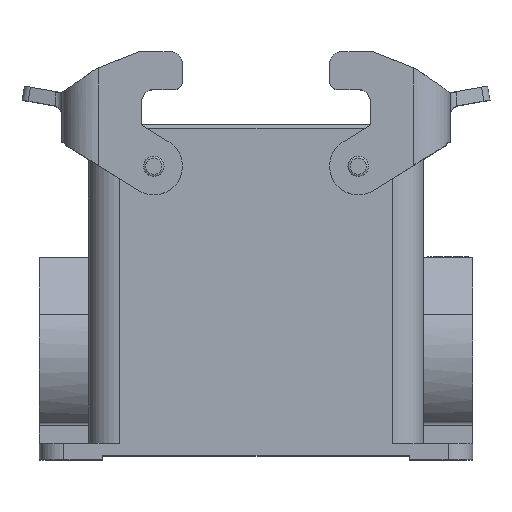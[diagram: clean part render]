
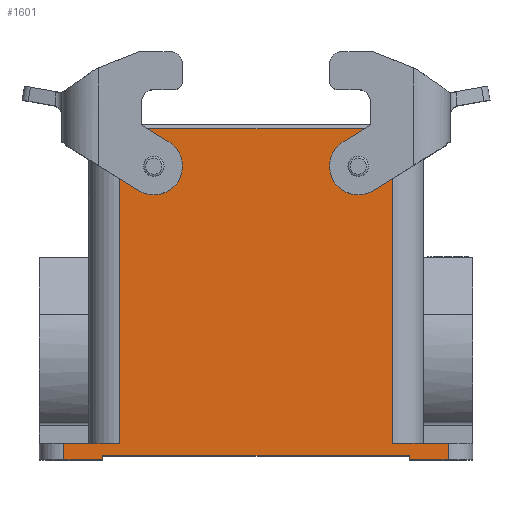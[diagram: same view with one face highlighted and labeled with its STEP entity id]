
A CAD part, top view. The second image highlights one B-rep face of the part: STEP entity #1601.
In plain terms, the highlighted planar face has unit normal (0, 0, 1).
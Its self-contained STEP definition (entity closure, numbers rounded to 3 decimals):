
#1027=PLANE('',#7851);
#1066=CIRCLE('',#7372,7.);
#1237=CIRCLE('',#7849,7.);
#1601=ADVANCED_FACE('',(#2027),#1027,.T.);
#2027=FACE_OUTER_BOUND('',#2451,.T.);
#2451=EDGE_LOOP('',(#5530,#5531,#5532,#5533,#5534,#5535,#5536,#5537,#5538,
#5539,#5540,#5541,#5542,#5543,#5544,#5545,#5546,#5547));
#2512=LINE('',#9976,#3147);
#2517=LINE('',#9994,#3152);
#2535=LINE('',#10062,#3170);
#2611=LINE('',#10494,#3246);
#2669=LINE('',#10833,#3304);
#2700=LINE('',#11031,#3335);
#2972=LINE('',#11767,#3607);
#2974=LINE('',#11774,#3609);
#2990=LINE('',#11806,#3625);
#2991=LINE('',#11808,#3626);
#2993=LINE('',#11814,#3628);
#2997=LINE('',#11823,#3632);
#3082=LINE('',#12409,#3717);
#3088=LINE('',#12441,#3723);
#3090=LINE('',#12454,#3725);
#3091=LINE('',#12456,#3726);
#3147=VECTOR('',#8068,1.);
#3152=VECTOR('',#8079,1.);
#3170=VECTOR('',#8129,1.);
#3246=VECTOR('',#8337,1.);
#3304=VECTOR('',#8489,1.);
#3335=VECTOR('',#8602,1.);
#3607=VECTOR('',#9200,1.);
#3609=VECTOR('',#9206,1.);
#3625=VECTOR('',#9240,1.);
#3626=VECTOR('',#9243,1.);
#3628=VECTOR('',#9249,1.);
#3632=VECTOR('',#9257,1.);
#3717=VECTOR('',#9580,1.);
#3723=VECTOR('',#9590,1.);
#3725=VECTOR('',#9606,1.);
#3726=VECTOR('',#9607,1.);
#5530=ORIENTED_EDGE('',*,*,#7088,.T.);
#5531=ORIENTED_EDGE('',*,*,#6515,.T.);
#5532=ORIENTED_EDGE('',*,*,#7076,.T.);
#5533=ORIENTED_EDGE('',*,*,#6276,.T.);
#5534=ORIENTED_EDGE('',*,*,#6279,.T.);
#5535=ORIENTED_EDGE('',*,*,#6283,.T.);
#5536=ORIENTED_EDGE('',*,*,#6310,.T.);
#5537=ORIENTED_EDGE('',*,*,#6928,.T.);
#5538=ORIENTED_EDGE('',*,*,#6923,.T.);
#5539=ORIENTED_EDGE('',*,*,#6920,.T.);
#5540=ORIENTED_EDGE('',*,*,#6919,.T.);
#5541=ORIENTED_EDGE('',*,*,#6427,.T.);
#5542=ORIENTED_EDGE('',*,*,#7089,.T.);
#5543=ORIENTED_EDGE('',*,*,#7090,.T.);
#5544=ORIENTED_EDGE('',*,*,#6571,.T.);
#5545=ORIENTED_EDGE('',*,*,#6898,.T.);
#5546=ORIENTED_EDGE('',*,*,#6901,.F.);
#5547=ORIENTED_EDGE('',*,*,#7084,.T.);
#5644=VERTEX_POINT('',#9977);
#5645=VERTEX_POINT('',#9978);
#5646=VERTEX_POINT('',#9983);
#5649=VERTEX_POINT('',#9993);
#5668=VERTEX_POINT('',#10061);
#5736=VERTEX_POINT('',#10489);
#5738=VERTEX_POINT('',#10493);
#5800=VERTEX_POINT('',#10832);
#5801=VERTEX_POINT('',#10834);
#5837=VERTEX_POINT('',#11026);
#5839=VERTEX_POINT('',#11030);
#6058=VERTEX_POINT('',#11766);
#6061=VERTEX_POINT('',#11773);
#6068=VERTEX_POINT('',#11805);
#6069=VERTEX_POINT('',#11809);
#6071=VERTEX_POINT('',#11815);
#6173=VERTEX_POINT('',#12440);
#6174=VERTEX_POINT('',#12455);
#6276=EDGE_CURVE('',#5644,#5645,#2512,.T.);
#6279=EDGE_CURVE('',#5645,#5646,#1066,.T.);
#6283=EDGE_CURVE('',#5646,#5649,#2517,.T.);
#6310=EDGE_CURVE('',#5649,#5668,#2535,.T.);
#6427=EDGE_CURVE('',#5736,#5738,#2611,.T.);
#6515=EDGE_CURVE('',#5801,#5800,#2669,.T.);
#6571=EDGE_CURVE('',#5837,#5839,#2700,.T.);
#6898=EDGE_CURVE('',#5839,#6058,#2972,.T.);
#6901=EDGE_CURVE('',#6061,#6058,#2974,.T.);
#6919=EDGE_CURVE('',#6068,#5736,#2990,.T.);
#6920=EDGE_CURVE('',#6069,#6068,#2991,.T.);
#6923=EDGE_CURVE('',#6071,#6069,#2993,.T.);
#6928=EDGE_CURVE('',#5668,#6071,#2997,.T.);
#7076=EDGE_CURVE('',#5800,#5644,#3082,.T.);
#7084=EDGE_CURVE('',#6061,#6173,#3088,.T.);
#7088=EDGE_CURVE('',#6173,#5801,#1237,.T.);
#7089=EDGE_CURVE('',#5738,#6174,#3090,.T.);
#7090=EDGE_CURVE('',#6174,#5837,#3091,.T.);
#7372=AXIS2_PLACEMENT_3D('',#9982,#8073,#8074);
#7849=AXIS2_PLACEMENT_3D('',#12452,#9602,#9603);
#7851=AXIS2_PLACEMENT_3D('',#12457,#9608,#9609);
#8068=DIRECTION('',(0.848,-0.53,0.));
#8073=DIRECTION('',(0.,0.,-1.));
#8074=DIRECTION('',(0.53,0.848,0.));
#8079=DIRECTION('',(-0.848,0.53,0.));
#8129=DIRECTION('',(0.,-1.,0.));
#8337=DIRECTION('',(1.,0.,0.));
#8489=DIRECTION('',(0.848,0.53,0.));
#8602=DIRECTION('',(0.,1.,0.));
#9200=DIRECTION('',(-1.,0.,0.));
#9206=DIRECTION('',(0.,-1.,0.));
#9240=DIRECTION('',(0.,1.,0.));
#9243=DIRECTION('',(1.,0.,0.));
#9249=DIRECTION('',(0.,-1.,0.));
#9257=DIRECTION('',(-1.,0.,0.));
#9580=DIRECTION('',(-1.,0.,0.));
#9590=DIRECTION('',(-0.848,-0.53,0.));
#9602=DIRECTION('',(0.,0.,-1.));
#9603=DIRECTION('',(0.53,-0.848,0.));
#9606=DIRECTION('',(0.,-1.,0.));
#9607=DIRECTION('',(1.,0.,0.));
#9608=DIRECTION('',(0.,0.,1.));
#9609=DIRECTION('',(1.,0.,0.));
#9976=CARTESIAN_POINT('',(-26.514,12.,28.5));
#9977=CARTESIAN_POINT('',(-26.514,12.,28.5));
#9978=CARTESIAN_POINT('',(-21.291,8.736,28.5));
#9982=CARTESIAN_POINT('',(-25.,2.8,28.5));
#9983=CARTESIAN_POINT('',(-28.709,-3.136,28.5));
#9993=CARTESIAN_POINT('',(-33.5,-0.143,28.5));
#9994=CARTESIAN_POINT('',(-28.709,-3.136,28.5));
#10061=CARTESIAN_POINT('',(-33.5,-65.,28.5));
#10062=CARTESIAN_POINT('',(-33.5,-0.143,28.5));
#10489=CARTESIAN_POINT('',(-37.5,-68.,28.5));
#10493=CARTESIAN_POINT('',(37.5,-68.,28.5));
#10494=CARTESIAN_POINT('',(-37.5,-68.,28.5));
#10832=CARTESIAN_POINT('',(26.514,12.,28.5));
#10833=CARTESIAN_POINT('',(21.291,8.736,28.5));
#10834=CARTESIAN_POINT('',(21.291,8.736,28.5));
#11026=CARTESIAN_POINT('',(47.,-69.,28.5));
#11030=CARTESIAN_POINT('',(47.,-65.,28.5));
#11031=CARTESIAN_POINT('',(47.,-69.,28.5));
#11766=CARTESIAN_POINT('',(33.5,-65.,28.5));
#11767=CARTESIAN_POINT('',(47.,-65.,28.5));
#11773=CARTESIAN_POINT('',(33.5,-0.143,28.5));
#11774=CARTESIAN_POINT('',(33.5,-0.143,28.5));
#11805=CARTESIAN_POINT('',(-37.5,-69.,28.5));
#11806=CARTESIAN_POINT('',(-37.5,-69.,28.5));
#11808=CARTESIAN_POINT('',(-47.,-69.,28.5));
#11809=CARTESIAN_POINT('',(-47.,-69.,28.5));
#11814=CARTESIAN_POINT('',(-47.,-65.,28.5));
#11815=CARTESIAN_POINT('',(-47.,-65.,28.5));
#11823=CARTESIAN_POINT('',(-33.5,-65.,28.5));
#12409=CARTESIAN_POINT('',(26.514,12.,28.5));
#12440=CARTESIAN_POINT('',(28.709,-3.136,28.5));
#12441=CARTESIAN_POINT('',(33.5,-0.143,28.5));
#12452=CARTESIAN_POINT('',(25.,2.8,28.5));
#12454=CARTESIAN_POINT('',(37.5,-68.,28.5));
#12455=CARTESIAN_POINT('',(37.5,-69.,28.5));
#12456=CARTESIAN_POINT('',(37.5,-69.,28.5));
#12457=CARTESIAN_POINT('',(-47.2,-69.2,28.5));
